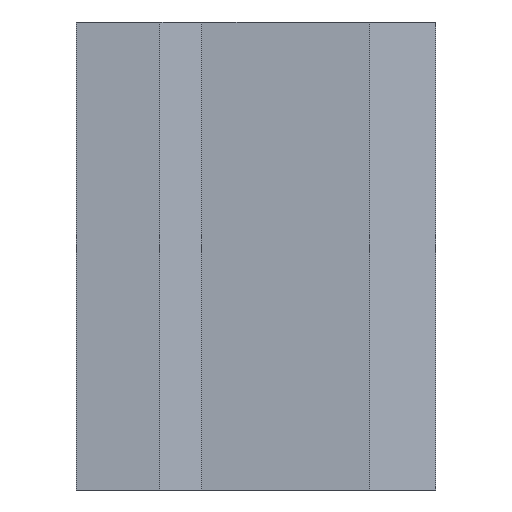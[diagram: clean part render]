
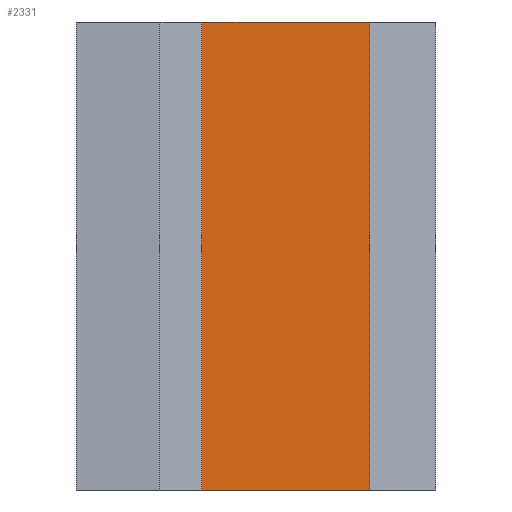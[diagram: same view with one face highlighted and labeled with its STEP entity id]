
A CAD part, left-side view. The second image highlights one B-rep face of the part: STEP entity #2331.
In plain terms, the highlighted planar face has unit normal (-1, 0, 0).
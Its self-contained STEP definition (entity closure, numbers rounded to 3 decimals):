
#410 = DIRECTION ( 'NONE',  ( 0., 0., -1. ) ) ;
#445 = LINE ( 'NONE', #2903, #2533 ) ;
#759 = DIRECTION ( 'NONE',  ( 1., 0., 0. ) ) ;
#880 = VERTEX_POINT ( 'NONE', #5251 ) ;
#1300 = CARTESIAN_POINT ( 'NONE',  ( -35.5, -41.5, -33.5 ) ) ;
#1441 = EDGE_CURVE ( 'NONE', #7316, #11156, #8579, .T. ) ;
#2090 = PLANE ( 'NONE',  #14252 ) ;
#2331 = ADVANCED_FACE ( 'NONE', ( #15319 ), #2090, .F. ) ;
#2533 = VECTOR ( 'NONE', #4001, 1000. ) ;
#2903 = CARTESIAN_POINT ( 'NONE',  ( -35.5, -17.5, 33.5 ) ) ;
#3346 = ORIENTED_EDGE ( 'NONE', *, *, #8412, .F. ) ;
#4001 = DIRECTION ( 'NONE',  ( 0., -1., 0. ) ) ;
#4276 = ORIENTED_EDGE ( 'NONE', *, *, #4562, .F. ) ;
#4562 = EDGE_CURVE ( 'NONE', #880, #11156, #5141, .T. ) ;
#5141 = LINE ( 'NONE', #10217, #11335 ) ;
#5251 = CARTESIAN_POINT ( 'NONE',  ( -35.5, -41.5, 33.5 ) ) ;
#5311 = CARTESIAN_POINT ( 'NONE',  ( -35.5, -17.5, 33.5 ) ) ;
#7316 = VERTEX_POINT ( 'NONE', #14200 ) ;
#7494 = CARTESIAN_POINT ( 'NONE',  ( -35.5, -17.5, 33.5 ) ) ;
#7957 = ORIENTED_EDGE ( 'NONE', *, *, #1441, .T. ) ;
#8412 = EDGE_CURVE ( 'NONE', #12533, #880, #445, .T. ) ;
#8579 = LINE ( 'NONE', #10691, #10728 ) ;
#8820 = DIRECTION ( 'NONE',  ( 0., 0., -1. ) ) ;
#9556 = EDGE_LOOP ( 'NONE', ( #7957, #4276, #3346, #12402 ) ) ;
#10217 = CARTESIAN_POINT ( 'NONE',  ( -35.5, -41.5, 33.5 ) ) ;
#10691 = CARTESIAN_POINT ( 'NONE',  ( -35.5, -17.5, -33.5 ) ) ;
#10728 = VECTOR ( 'NONE', #10772, 1000. ) ;
#10772 = DIRECTION ( 'NONE',  ( 0., -1., 0. ) ) ;
#11156 = VERTEX_POINT ( 'NONE', #1300 ) ;
#11335 = VECTOR ( 'NONE', #410, 1000. ) ;
#11469 = VECTOR ( 'NONE', #8820, 1000. ) ;
#12402 = ORIENTED_EDGE ( 'NONE', *, *, #12552, .T. ) ;
#12533 = VERTEX_POINT ( 'NONE', #5311 ) ;
#12552 = EDGE_CURVE ( 'NONE', #12533, #7316, #13432, .T. ) ;
#13046 = DIRECTION ( 'NONE',  ( 0., 1., 0. ) ) ;
#13432 = LINE ( 'NONE', #7494, #11469 ) ;
#13995 = CARTESIAN_POINT ( 'NONE',  ( -35.5, -17.5, 33.5 ) ) ;
#14200 = CARTESIAN_POINT ( 'NONE',  ( -35.5, -17.5, -33.5 ) ) ;
#14252 = AXIS2_PLACEMENT_3D ( 'NONE', #13995, #759, #13046 ) ;
#15319 = FACE_OUTER_BOUND ( 'NONE', #9556, .T. ) ;
